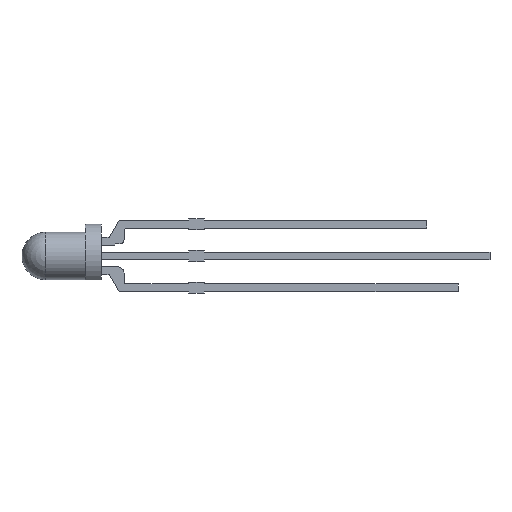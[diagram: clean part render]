
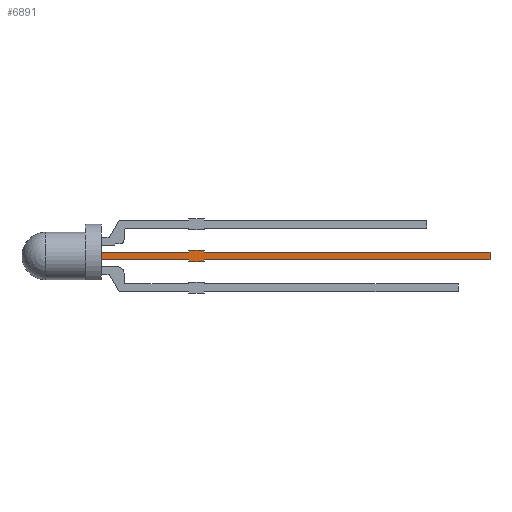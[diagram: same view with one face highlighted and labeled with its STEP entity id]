
A CAD part, left-side view. The second image highlights one B-rep face of the part: STEP entity #6891.
In plain terms, the highlighted planar face has unit normal (-1, 0, 0).
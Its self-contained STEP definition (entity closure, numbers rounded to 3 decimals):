
#435 = EDGE_CURVE ( 'NONE', #10980, #10981, #3870, .T. ) ;
#437 = EDGE_CURVE ( 'NONE', #10984, #10986, #3876, .T. ) ;
#440 = EDGE_CURVE ( 'NONE', #10980, #10984, #3885, .T. ) ;
#446 = EDGE_CURVE ( 'NONE', #10990, #10988, #3903, .T. ) ;
#449 = EDGE_CURVE ( 'NONE', #10988, #10986, #3912, .T. ) ;
#452 = EDGE_CURVE ( 'NONE', #11153, #10994, #3921, .T. ) ;
#456 = EDGE_CURVE ( 'NONE', #10992, #10994, #3929, .T. ) ;
#463 = EDGE_CURVE ( 'NONE', #10992, #10990, #3942, .T. ) ;
#465 = EDGE_CURVE ( 'NONE', #10996, #10998, #3946, .T. ) ;
#472 = EDGE_CURVE ( 'NONE', #11151, #10996, #3959, .T. ) ;
#607 = EDGE_CURVE ( 'NONE', #11151, #11153, #4300, .T. ) ;
#673 = EDGE_LOOP ( 'NONE', ( #13292, #13291, #13290, #13293, #13289, #13288, #13287, #13286, #13285, #13284, #13283, #3409 ) ) ;
#1967 = LINE ( 'NONE', #1968, #10163 ) ;
#1968 = CARTESIAN_POINT ( 'NONE',  ( -0.25, -9.643, 0.35 ) ) ;
#1969 = DIRECTION ( 'NONE',  ( 0., -1., 0. ) ) ;
#3409 = ORIENTED_EDGE ( 'NONE', *, *, #440, .F. ) ;
#3838 = VECTOR ( 'NONE', #4302, 1000. ) ;
#3870 = LINE ( 'NONE', #3871, #11346 ) ;
#3871 = CARTESIAN_POINT ( 'NONE',  ( -0.25, -6.5, -23.945 ) ) ;
#3872 = DIRECTION ( 'NONE',  ( 0., 0., 1. ) ) ;
#3876 = LINE ( 'NONE', #3877, #11348 ) ;
#3877 = CARTESIAN_POINT ( 'NONE',  ( -0.25, -24.5, -23.945 ) ) ;
#3878 = DIRECTION ( 'NONE',  ( 0., 0., -1. ) ) ;
#3885 = LINE ( 'NONE', #3886, #11351 ) ;
#3886 = CARTESIAN_POINT ( 'NONE',  ( -0.25, -9.643, 0.25 ) ) ;
#3887 = DIRECTION ( 'NONE',  ( 0., -1., 0. ) ) ;
#3903 = LINE ( 'NONE', #3904, #11357 ) ;
#3904 = CARTESIAN_POINT ( 'NONE',  ( -0.25, -6.5, -23.945 ) ) ;
#3905 = DIRECTION ( 'NONE',  ( 0., 0., 1. ) ) ;
#3912 = LINE ( 'NONE', #3913, #11360 ) ;
#3913 = CARTESIAN_POINT ( 'NONE',  ( -0.25, -9.643, -0.25 ) ) ;
#3914 = DIRECTION ( 'NONE',  ( 0., -1., 0. ) ) ;
#3921 = LINE ( 'NONE', #3922, #11363 ) ;
#3922 = CARTESIAN_POINT ( 'NONE',  ( -0.25, -9.643, -0.25 ) ) ;
#3923 = DIRECTION ( 'NONE',  ( 0., -1., 0. ) ) ;
#3929 = LINE ( 'NONE', #3930, #11365 ) ;
#3930 = CARTESIAN_POINT ( 'NONE',  ( -0.25, -5.5, -23.945 ) ) ;
#3931 = DIRECTION ( 'NONE',  ( 0., 0., 1. ) ) ;
#3942 = LINE ( 'NONE', #3943, #11369 ) ;
#3943 = CARTESIAN_POINT ( 'NONE',  ( -0.25, -9.643, -0.35 ) ) ;
#3944 = DIRECTION ( 'NONE',  ( 0., -1., 0. ) ) ;
#3946 = LINE ( 'NONE', #3947, #11370 ) ;
#3947 = CARTESIAN_POINT ( 'NONE',  ( -0.25, -5.5, -23.945 ) ) ;
#3948 = DIRECTION ( 'NONE',  ( 0., 0., 1. ) ) ;
#3959 = LINE ( 'NONE', #3960, #11374 ) ;
#3960 = CARTESIAN_POINT ( 'NONE',  ( -0.25, -9.643, 0.25 ) ) ;
#3961 = DIRECTION ( 'NONE',  ( 0., -1., 0. ) ) ;
#4300 = LINE ( 'NONE', #4301, #3838 ) ;
#4301 = CARTESIAN_POINT ( 'NONE',  ( -0.25, 0., -23.945 ) ) ;
#4302 = DIRECTION ( 'NONE',  ( 0., 0., -1. ) ) ;
#5654 = PLANE ( 'NONE',  #12142 ) ;
#5655 = CARTESIAN_POINT ( 'NONE',  ( -0.25, -9.643, -23.945 ) ) ;
#5656 = DIRECTION ( 'NONE',  ( 1., 0., 0. ) ) ;
#5657 = DIRECTION ( 'NONE',  ( 0., 0., -1. ) ) ;
#6891 = ADVANCED_FACE ( 'NONE', ( #12135 ), #5654, .F. ) ;
#6973 = CARTESIAN_POINT ( 'NONE',  ( -0.25, 0., 0.25 ) ) ;
#6975 = CARTESIAN_POINT ( 'NONE',  ( -0.25, 0., -0.25 ) ) ;
#7684 = EDGE_CURVE ( 'NONE', #10998, #10981, #1967, .T. ) ;
#10163 = VECTOR ( 'NONE', #1969, 1000. ) ;
#10980 = VERTEX_POINT ( 'NONE', #11848 ) ;
#10981 = VERTEX_POINT ( 'NONE', #11849 ) ;
#10984 = VERTEX_POINT ( 'NONE', #11852 ) ;
#10986 = VERTEX_POINT ( 'NONE', #11854 ) ;
#10988 = VERTEX_POINT ( 'NONE', #11856 ) ;
#10990 = VERTEX_POINT ( 'NONE', #11858 ) ;
#10992 = VERTEX_POINT ( 'NONE', #11860 ) ;
#10994 = VERTEX_POINT ( 'NONE', #11862 ) ;
#10996 = VERTEX_POINT ( 'NONE', #11864 ) ;
#10998 = VERTEX_POINT ( 'NONE', #11866 ) ;
#11151 = VERTEX_POINT ( 'NONE', #6973 ) ;
#11153 = VERTEX_POINT ( 'NONE', #6975 ) ;
#11346 = VECTOR ( 'NONE', #3872, 1000. ) ;
#11348 = VECTOR ( 'NONE', #3878, 1000. ) ;
#11351 = VECTOR ( 'NONE', #3887, 1000. ) ;
#11357 = VECTOR ( 'NONE', #3905, 1000. ) ;
#11360 = VECTOR ( 'NONE', #3914, 1000. ) ;
#11363 = VECTOR ( 'NONE', #3923, 1000. ) ;
#11365 = VECTOR ( 'NONE', #3931, 1000. ) ;
#11369 = VECTOR ( 'NONE', #3944, 1000. ) ;
#11370 = VECTOR ( 'NONE', #3948, 1000. ) ;
#11374 = VECTOR ( 'NONE', #3961, 1000. ) ;
#11848 = CARTESIAN_POINT ( 'NONE',  ( -0.25, -6.5, 0.25 ) ) ;
#11849 = CARTESIAN_POINT ( 'NONE',  ( -0.25, -6.5, 0.35 ) ) ;
#11852 = CARTESIAN_POINT ( 'NONE',  ( -0.25, -24.5, 0.25 ) ) ;
#11854 = CARTESIAN_POINT ( 'NONE',  ( -0.25, -24.5, -0.25 ) ) ;
#11856 = CARTESIAN_POINT ( 'NONE',  ( -0.25, -6.5, -0.25 ) ) ;
#11858 = CARTESIAN_POINT ( 'NONE',  ( -0.25, -6.5, -0.35 ) ) ;
#11860 = CARTESIAN_POINT ( 'NONE',  ( -0.25, -5.5, -0.35 ) ) ;
#11862 = CARTESIAN_POINT ( 'NONE',  ( -0.25, -5.5, -0.25 ) ) ;
#11864 = CARTESIAN_POINT ( 'NONE',  ( -0.25, -5.5, 0.25 ) ) ;
#11866 = CARTESIAN_POINT ( 'NONE',  ( -0.25, -5.5, 0.35 ) ) ;
#12135 = FACE_OUTER_BOUND ( 'NONE', #673, .T. ) ;
#12142 = AXIS2_PLACEMENT_3D ( 'NONE', #5655, #5656, #5657 ) ;
#13283 = ORIENTED_EDGE ( 'NONE', *, *, #437, .F. ) ;
#13284 = ORIENTED_EDGE ( 'NONE', *, *, #449, .T. ) ;
#13285 = ORIENTED_EDGE ( 'NONE', *, *, #446, .T. ) ;
#13286 = ORIENTED_EDGE ( 'NONE', *, *, #463, .T. ) ;
#13287 = ORIENTED_EDGE ( 'NONE', *, *, #456, .F. ) ;
#13288 = ORIENTED_EDGE ( 'NONE', *, *, #452, .T. ) ;
#13289 = ORIENTED_EDGE ( 'NONE', *, *, #607, .T. ) ;
#13290 = ORIENTED_EDGE ( 'NONE', *, *, #465, .F. ) ;
#13291 = ORIENTED_EDGE ( 'NONE', *, *, #7684, .F. ) ;
#13292 = ORIENTED_EDGE ( 'NONE', *, *, #435, .T. ) ;
#13293 = ORIENTED_EDGE ( 'NONE', *, *, #472, .F. ) ;
